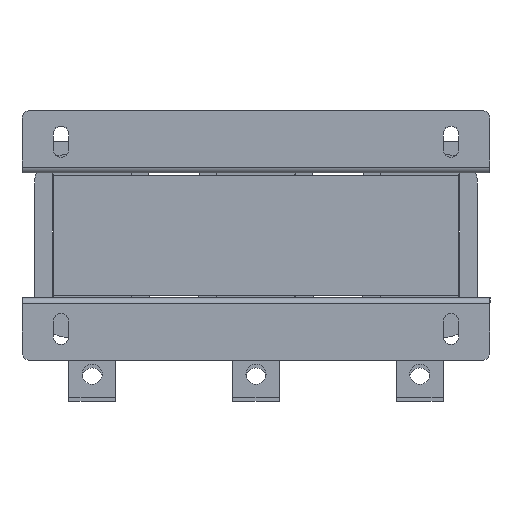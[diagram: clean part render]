
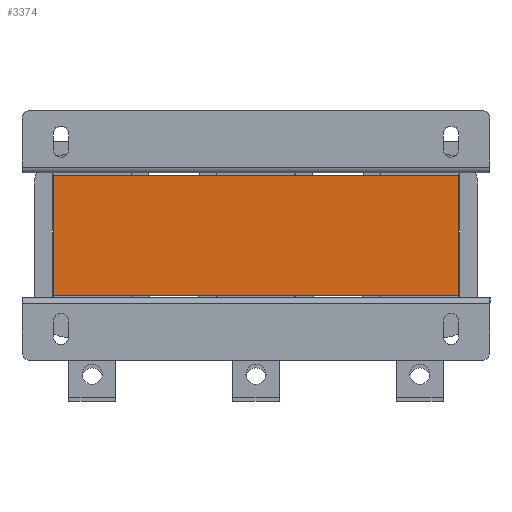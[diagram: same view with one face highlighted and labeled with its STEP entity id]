
A CAD part, front view. The second image highlights one B-rep face of the part: STEP entity #3374.
In plain terms, the highlighted planar face has unit normal (0, -1, 0).
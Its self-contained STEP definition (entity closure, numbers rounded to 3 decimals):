
#100 = VECTOR ( 'NONE', #730, 1000. ) ;
#164 = CARTESIAN_POINT ( 'NONE',  ( -130., -25., 77. ) ) ;
#188 = ORIENTED_EDGE ( 'NONE', *, *, #3729, .F. ) ;
#323 = FACE_OUTER_BOUND ( 'NONE', #5046, .T. ) ;
#379 = DIRECTION ( 'NONE',  ( 0., 0., -1. ) ) ;
#387 = DIRECTION ( 'NONE',  ( 0., 1., 0. ) ) ;
#679 = ORIENTED_EDGE ( 'NONE', *, *, #1621, .T. ) ;
#730 = DIRECTION ( 'NONE',  ( 1., 0., 0. ) ) ;
#924 = ORIENTED_EDGE ( 'NONE', *, *, #4748, .F. ) ;
#1621 = EDGE_CURVE ( 'NONE', #2449, #2804, #1833, .T. ) ;
#1694 = LINE ( 'NONE', #5391, #100 ) ;
#1833 = LINE ( 'NONE', #4366, #1977 ) ;
#1977 = VECTOR ( 'NONE', #5076, 1000. ) ;
#2414 = PLANE ( 'NONE',  #4245 ) ;
#2449 = VERTEX_POINT ( 'NONE', #164 ) ;
#2804 = VERTEX_POINT ( 'NONE', #6401 ) ;
#2924 = CARTESIAN_POINT ( 'NONE',  ( -130., -25., 77. ) ) ;
#3052 = VECTOR ( 'NONE', #5421, 1000. ) ;
#3309 = CARTESIAN_POINT ( 'NONE',  ( -130., -25., 0. ) ) ;
#3374 = ADVANCED_FACE ( 'NONE', ( #323 ), #2414, .F. ) ;
#3729 = EDGE_CURVE ( 'NONE', #2449, #3992, #1694, .T. ) ;
#3894 = CARTESIAN_POINT ( 'NONE',  ( 130., -25., 77. ) ) ;
#3992 = VERTEX_POINT ( 'NONE', #3894 ) ;
#4245 = AXIS2_PLACEMENT_3D ( 'NONE', #2924, #387, #4587 ) ;
#4366 = CARTESIAN_POINT ( 'NONE',  ( -130., -25., 77. ) ) ;
#4587 = DIRECTION ( 'NONE',  ( 0., 0., 1. ) ) ;
#4748 = EDGE_CURVE ( 'NONE', #3992, #6326, #5556, .T. ) ;
#4897 = LINE ( 'NONE', #3309, #3052 ) ;
#5046 = EDGE_LOOP ( 'NONE', ( #6538, #924, #188, #679 ) ) ;
#5076 = DIRECTION ( 'NONE',  ( 0., 0., -1. ) ) ;
#5391 = CARTESIAN_POINT ( 'NONE',  ( -130., -25., 77. ) ) ;
#5421 = DIRECTION ( 'NONE',  ( 1., 0., 0. ) ) ;
#5556 = LINE ( 'NONE', #6626, #6475 ) ;
#5933 = CARTESIAN_POINT ( 'NONE',  ( 130., -25., 0. ) ) ;
#6326 = VERTEX_POINT ( 'NONE', #5933 ) ;
#6350 = EDGE_CURVE ( 'NONE', #2804, #6326, #4897, .T. ) ;
#6401 = CARTESIAN_POINT ( 'NONE',  ( -130., -25., 0. ) ) ;
#6475 = VECTOR ( 'NONE', #379, 1000. ) ;
#6538 = ORIENTED_EDGE ( 'NONE', *, *, #6350, .T. ) ;
#6626 = CARTESIAN_POINT ( 'NONE',  ( 130., -25., 77. ) ) ;
